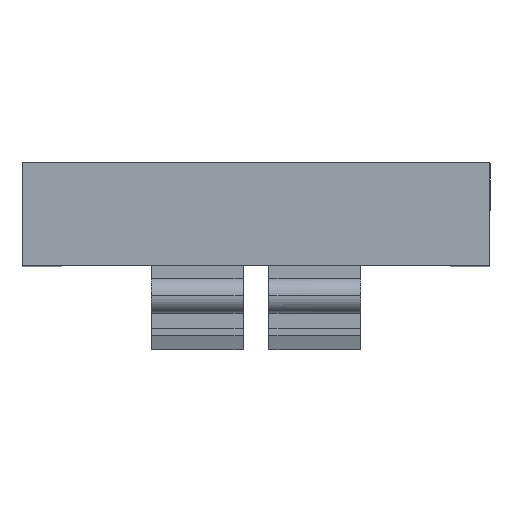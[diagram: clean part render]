
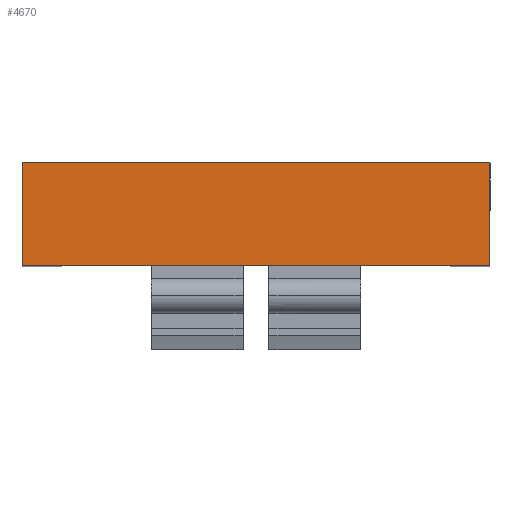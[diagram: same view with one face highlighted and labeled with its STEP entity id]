
A CAD part, top view. The second image highlights one B-rep face of the part: STEP entity #4670.
In plain terms, the highlighted planar face has unit normal (0, 0, 1).
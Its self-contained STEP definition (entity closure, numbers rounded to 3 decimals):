
#4657=AXIS2_PLACEMENT_3D('Plane Axis2P3D',#4654,#4655,#4656) ;
#2757=CARTESIAN_POINT('Vertex',(0.,7.87,54.502)) ;
#2760=CARTESIAN_POINT('Line Origine',(9.95,7.87,54.502)) ;
#2764=CARTESIAN_POINT('Vertex',(19.9,7.87,54.502)) ;
#2873=CARTESIAN_POINT('Line Origine',(19.9,5.67,54.502)) ;
#2877=CARTESIAN_POINT('Vertex',(19.9,3.47,54.502)) ;
#2963=CARTESIAN_POINT('Vertex',(0.,3.47,54.502)) ;
#2966=CARTESIAN_POINT('Line Origine',(0.,5.67,54.502)) ;
#4654=CARTESIAN_POINT('Axis2P3D Location',(16.7,7.12,54.502)) ;
#4659=CARTESIAN_POINT('Line Origine',(9.95,3.47,54.502)) ;
#2761=DIRECTION('Vector Direction',(1.,0.,0.)) ;
#2874=DIRECTION('Vector Direction',(0.,-1.,0.)) ;
#2967=DIRECTION('Vector Direction',(0.,-1.,0.)) ;
#4655=DIRECTION('Axis2P3D Direction',(0.,0.,-1.)) ;
#4656=DIRECTION('Axis2P3D XDirection',(-1.,0.,0.)) ;
#4660=DIRECTION('Vector Direction',(1.,0.,0.)) ;
#2762=VECTOR('Line Direction',#2761,1.) ;
#2875=VECTOR('Line Direction',#2874,1.) ;
#2968=VECTOR('Line Direction',#2967,1.) ;
#4661=VECTOR('Line Direction',#4660,1.) ;
#4665=ORIENTED_EDGE('',*,*,#4663,.F.) ;
#4666=ORIENTED_EDGE('',*,*,#2879,.F.) ;
#4667=ORIENTED_EDGE('',*,*,#2766,.T.) ;
#4668=ORIENTED_EDGE('',*,*,#2970,.T.) ;
#4670=ADVANCED_FACE('V1',(#4669),#4658,.F.) ;
#2766=EDGE_CURVE('',#2765,#2758,#2763,.F.) ;
#2879=EDGE_CURVE('',#2765,#2878,#2876,.T.) ;
#2970=EDGE_CURVE('',#2758,#2964,#2969,.T.) ;
#4663=EDGE_CURVE('',#2878,#2964,#4662,.F.) ;
#4664=EDGE_LOOP('',(#4665,#4666,#4667,#4668)) ;
#4669=FACE_OUTER_BOUND('',#4664,.T.) ;
#2763=LINE('Line',#2760,#2762) ;
#2876=LINE('Line',#2873,#2875) ;
#2969=LINE('Line',#2966,#2968) ;
#4662=LINE('Line',#4659,#4661) ;
#4658=PLANE('',#4657) ;
#2758=VERTEX_POINT('',#2757) ;
#2765=VERTEX_POINT('',#2764) ;
#2878=VERTEX_POINT('',#2877) ;
#2964=VERTEX_POINT('',#2963) ;
